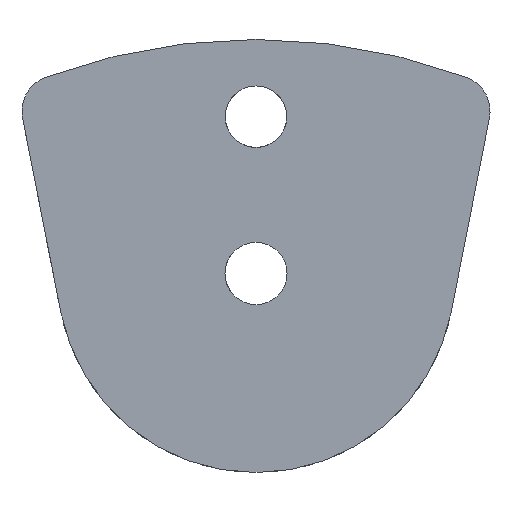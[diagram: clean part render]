
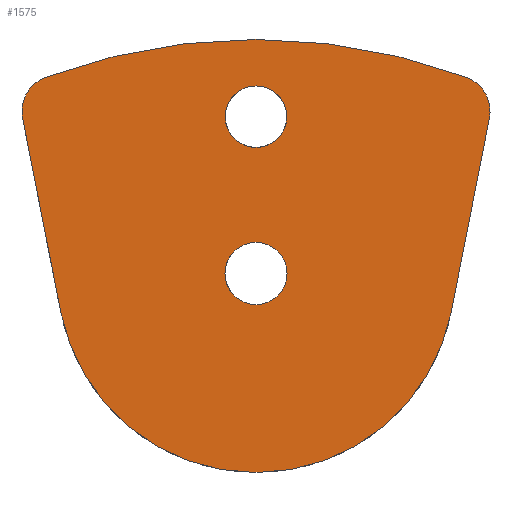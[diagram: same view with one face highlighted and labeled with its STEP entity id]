
A CAD part, front view. The second image highlights one B-rep face of the part: STEP entity #1575.
In plain terms, the highlighted planar face has unit normal (0, -1, 0).
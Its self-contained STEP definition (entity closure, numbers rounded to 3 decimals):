
#74=FACE_BOUND('',#225,.T.);
#75=FACE_BOUND('',#226,.T.);
#87=PLANE('',#1717);
#125=FACE_OUTER_BOUND('',#224,.T.);
#224=EDGE_LOOP('',(#1186,#1187,#1188,#1189,#1190,#1191));
#225=EDGE_LOOP('',(#1192));
#226=EDGE_LOOP('',(#1193));
#427=LINE('',#4904,#523);
#428=LINE('',#4911,#524);
#523=VECTOR('',#1889,10.);
#524=VECTOR('',#1896,10.);
#626=CIRCLE('',#1706,2.575);
#628=CIRCLE('',#1709,2.55);
#631=CIRCLE('',#1714,16.5);
#633=CIRCLE('',#1718,3.);
#634=CIRCLE('',#1719,50.);
#635=CIRCLE('',#1720,3.);
#733=VERTEX_POINT('',#4853);
#734=VERTEX_POINT('',#4858);
#739=VERTEX_POINT('',#4895);
#740=VERTEX_POINT('',#4897);
#741=VERTEX_POINT('',#4903);
#742=VERTEX_POINT('',#4905);
#743=VERTEX_POINT('',#4907);
#744=VERTEX_POINT('',#4909);
#904=EDGE_CURVE('',#733,#733,#626,.T.);
#907=EDGE_CURVE('',#734,#734,#628,.T.);
#915=EDGE_CURVE('',#740,#739,#631,.T.);
#918=EDGE_CURVE('',#739,#741,#427,.T.);
#919=EDGE_CURVE('',#741,#742,#633,.T.);
#920=EDGE_CURVE('',#743,#742,#634,.F.);
#921=EDGE_CURVE('',#744,#743,#635,.F.);
#922=EDGE_CURVE('',#740,#744,#428,.T.);
#1186=ORIENTED_EDGE('',*,*,#915,.T.);
#1187=ORIENTED_EDGE('',*,*,#918,.T.);
#1188=ORIENTED_EDGE('',*,*,#919,.T.);
#1189=ORIENTED_EDGE('',*,*,#920,.F.);
#1190=ORIENTED_EDGE('',*,*,#921,.F.);
#1191=ORIENTED_EDGE('',*,*,#922,.F.);
#1192=ORIENTED_EDGE('',*,*,#904,.F.);
#1193=ORIENTED_EDGE('',*,*,#907,.F.);
#1575=ADVANCED_FACE('',(#125,#74,#75),#87,.T.);
#1706=AXIS2_PLACEMENT_3D('',#4855,#1860,#1861);
#1709=AXIS2_PLACEMENT_3D('',#4860,#1867,#1868);
#1714=AXIS2_PLACEMENT_3D('',#4898,#1880,#1881);
#1717=AXIS2_PLACEMENT_3D('',#4902,#1887,#1888);
#1718=AXIS2_PLACEMENT_3D('',#4906,#1890,#1891);
#1719=AXIS2_PLACEMENT_3D('',#4908,#1892,#1893);
#1720=AXIS2_PLACEMENT_3D('',#4910,#1894,#1895);
#1860=DIRECTION('center_axis',(0.,-1.,0.));
#1861=DIRECTION('ref_axis',(0.,0.,-1.));
#1867=DIRECTION('center_axis',(0.,-1.,0.));
#1868=DIRECTION('ref_axis',(0.,0.,-1.));
#1880=DIRECTION('center_axis',(0.,-1.,0.));
#1881=DIRECTION('ref_axis',(0.,0.,-1.));
#1887=DIRECTION('center_axis',(0.,-1.,0.));
#1888=DIRECTION('ref_axis',(0.,0.,-1.));
#1889=DIRECTION('',(0.193,0.,0.981));
#1890=DIRECTION('center_axis',(0.,-1.,0.));
#1891=DIRECTION('ref_axis',(0.,0.,-1.));
#1892=DIRECTION('center_axis',(0.,-1.,0.));
#1893=DIRECTION('ref_axis',(0.,0.,-1.));
#1894=DIRECTION('center_axis',(0.,-1.,0.));
#1895=DIRECTION('ref_axis',(0.,0.,-1.));
#1896=DIRECTION('',(-0.193,0.,0.981));
#4853=CARTESIAN_POINT('',(0.,-4.,2.575));
#4855=CARTESIAN_POINT('Origin',(0.,-4.,0.));
#4858=CARTESIAN_POINT('',(0.,-4.,15.55));
#4860=CARTESIAN_POINT('Origin',(0.,-4.,13.));
#4895=CARTESIAN_POINT('',(16.19,-4.,-3.181));
#4897=CARTESIAN_POINT('',(-16.19,-4.,-3.181));
#4898=CARTESIAN_POINT('Origin',(0.,-4.,0.));
#4902=CARTESIAN_POINT('Origin',(0.,-4.,0.));
#4903=CARTESIAN_POINT('',(19.344,-4.,12.867));
#4904=CARTESIAN_POINT('',(16.19,-4.,-3.181));
#4905=CARTESIAN_POINT('',(17.447,-4.,16.257));
#4906=CARTESIAN_POINT('Origin',(16.4,-4.,13.446));
#4907=CARTESIAN_POINT('',(-17.447,-4.,16.257));
#4908=CARTESIAN_POINT('Origin',(0.,-4.,-30.6));
#4909=CARTESIAN_POINT('',(-19.344,-4.,12.867));
#4910=CARTESIAN_POINT('Origin',(-16.4,-4.,13.446));
#4911=CARTESIAN_POINT('',(-16.19,-4.,-3.181));
